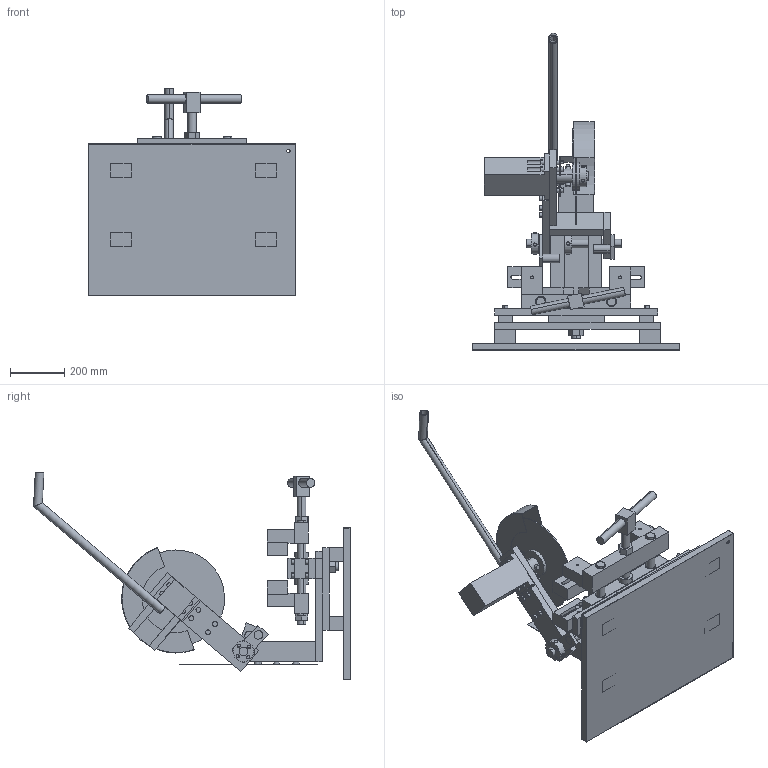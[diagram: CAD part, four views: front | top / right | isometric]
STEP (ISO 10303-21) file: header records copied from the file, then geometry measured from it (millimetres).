
FILE_DESCRIPTION (( 'STEP AP203' ), '1' );
FILE_NAME ('91model.STEP', '2012-08-17T23:53:47', ( '' ), ( '' ), 'SwSTEP 2.0', 'SolidWorks 2010', '' );
FILE_SCHEMA (( 'CONFIG_CONTROL_DESIGN' ));
Length unit declared in the file: millimetre
Products named in the file (68): 91model; 78model; 53model; 52model; GuardFlat; GuardSide; GuardSupport; 87model; 17model; 55model; Baseplate; LongSpacer; 2-2model; 49model; 76model; HydraulicMotor; RotationSupportFlat; 54model; OperationHandle; OperationHandleSupport; 75model; 80model; FixedBlock; Raiser; ClampJaw; 81model; MovingBlock; 67model; ClampBlock; 69model; 74; LargeLHNut; HandleBlock; 85model; 44model; 70model; SwivelPlate; ShaftBlock2; SupportShaft; 68model ...
Assembly tree (136 placements, depth 5):
  91model
    89model
    90model
    78model
      73model
        40model
        StopShaft
      76model
        Long2Screw  x4
        MediumNut  x4
        RotationSupportFlat
        HydraulicMotor
        54model
          OperationHandleSupport
          OperationHandle
      53model
        87model  x4
        GuardSupport  x2
        MediumNut  x2
        52model
          GuardSide  x2
          GuardFlat
      51model
        LongSupportFlat
        ShortSupportFlat
        LongScrew  x4
        26model
      70model
        86model  x3
        71model
          38model
          StopShaft
        83model  x2
          57model
          DriveCollar
        LargeNut
        68model
        SupportShaft
        ShaftBlock2  x2
        SwivelPlate
      17model
        LongScrew  x4
        49model  x2
        2-2model
        55model
          Baseplate
          LongSpacer  x4
      75model
        ClampJaw  x4
        69model
        Long2Screw  x8
        81model  x2
          ClampBlock
          67model
          MovingBlock
        SupportShaft  x3
        80model
          Raiser  x2
          67model  x2
          FixedBlock
Bounding box: 762 x 1165.88 x 764 mm (x, y, z)
Volume: 28221510.2 mm3; surface area: 4682408.2 mm2
Topology: 139 solids, 139 shells, 1062 faces, 2318 edges, 1544 vertices
Faces by surface type: cylinder 536, plane 526
Entity records: 24982 total; most frequent: CARTESIAN_POINT 4028, DIRECTION 2710, ORIENTED_EDGE 2212, EDGE_CURVE 1106, AXIS2_PLACEMENT_3D 1038, VERTEX_POINT 736, PERSON_AND_ORGANIZATION 680, LINE 634
